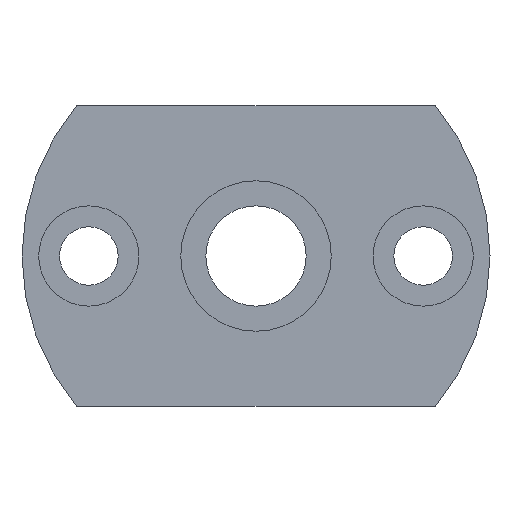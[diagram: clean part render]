
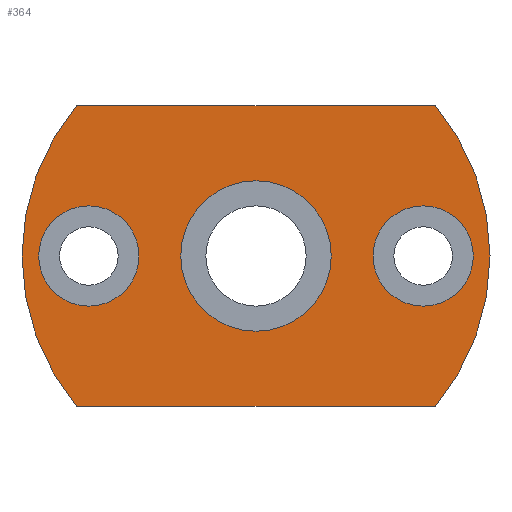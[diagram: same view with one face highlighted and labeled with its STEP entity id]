
A CAD part, left-side view. The second image highlights one B-rep face of the part: STEP entity #364.
In plain terms, the highlighted planar face has unit normal (-1, 0, 0).
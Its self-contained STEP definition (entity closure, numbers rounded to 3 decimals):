
#22=LINE('',#618,#30);
#26=LINE('',#628,#34);
#30=VECTOR('',#505,1000.);
#34=VECTOR('',#515,1000.);
#44=PLANE('',#422);
#93=ORIENTED_EDGE('',*,*,#149,.T.);
#94=ORIENTED_EDGE('',*,*,#150,.F.);
#95=ORIENTED_EDGE('',*,*,#151,.T.);
#96=ORIENTED_EDGE('',*,*,#148,.F.);
#97=ORIENTED_EDGE('',*,*,#141,.F.);
#98=ORIENTED_EDGE('',*,*,#144,.F.);
#99=ORIENTED_EDGE('',*,*,#146,.F.);
#141=EDGE_CURVE('',#178,#179,#22,.T.);
#144=EDGE_CURVE('',#180,#178,#209,.T.);
#146=EDGE_CURVE('',#181,#180,#26,.T.);
#148=EDGE_CURVE('',#179,#181,#210,.T.);
#149=EDGE_CURVE('',#182,#182,#211,.T.);
#150=EDGE_CURVE('',#183,#183,#212,.T.);
#151=EDGE_CURVE('',#184,#184,#213,.T.);
#178=VERTEX_POINT('',#619);
#179=VERTEX_POINT('',#620);
#180=VERTEX_POINT('',#625);
#181=VERTEX_POINT('',#629);
#182=VERTEX_POINT('',#635);
#183=VERTEX_POINT('',#637);
#184=VERTEX_POINT('',#639);
#209=CIRCLE('',#418,14.);
#210=CIRCLE('',#421,14.);
#211=CIRCLE('',#423,4.5);
#212=CIRCLE('',#424,3.);
#213=CIRCLE('',#425,3.);
#251=EDGE_LOOP('',(#93));
#252=EDGE_LOOP('',(#94));
#253=EDGE_LOOP('',(#95));
#254=EDGE_LOOP('',(#96,#97,#98,#99));
#307=FACE_BOUND('',#251,.T.);
#308=FACE_BOUND('',#252,.T.);
#309=FACE_BOUND('',#253,.T.);
#310=FACE_BOUND('',#254,.T.);
#364=ADVANCED_FACE('',(#307,#308,#309,#310),#44,.T.);
#418=AXIS2_PLACEMENT_3D('',#624,#510,#511);
#421=AXIS2_PLACEMENT_3D('',#632,#519,#520);
#422=AXIS2_PLACEMENT_3D('',#633,#521,#522);
#423=AXIS2_PLACEMENT_3D('',#634,#523,#524);
#424=AXIS2_PLACEMENT_3D('',#636,#525,#526);
#425=AXIS2_PLACEMENT_3D('',#638,#527,#528);
#505=DIRECTION('',(0.,1.,0.));
#510=DIRECTION('',(1.,0.,0.));
#511=DIRECTION('',(0.,0.,-1.));
#515=DIRECTION('',(0.,-1.,0.));
#519=DIRECTION('',(1.,0.,0.));
#520=DIRECTION('',(0.,0.,-1.));
#521=DIRECTION('',(-1.,0.,0.));
#522=DIRECTION('',(0.,0.,1.));
#523=DIRECTION('',(1.,0.,0.));
#524=DIRECTION('',(0.,0.,-1.));
#525=DIRECTION('',(-1.,0.,0.));
#526=DIRECTION('',(0.,0.,1.));
#527=DIRECTION('',(1.,0.,0.));
#528=DIRECTION('',(0.,0.,-1.));
#618=CARTESIAN_POINT('',(0.,-10.724,-9.));
#619=CARTESIAN_POINT('',(0.,-10.724,-9.));
#620=CARTESIAN_POINT('',(0.,10.724,-9.));
#624=CARTESIAN_POINT('',(0.,0.,0.));
#625=CARTESIAN_POINT('',(0.,-10.724,9.));
#628=CARTESIAN_POINT('',(0.,10.724,9.));
#629=CARTESIAN_POINT('',(0.,10.724,9.));
#632=CARTESIAN_POINT('',(0.,0.,0.));
#633=CARTESIAN_POINT('',(0.,6.,0.));
#634=CARTESIAN_POINT('',(0.,0.,0.));
#635=CARTESIAN_POINT('',(0.,0.,-4.5));
#636=CARTESIAN_POINT('',(0.,-10.,0.));
#637=CARTESIAN_POINT('',(0.,-10.,3.));
#638=CARTESIAN_POINT('',(0.,10.,0.));
#639=CARTESIAN_POINT('',(0.,10.,-3.));
